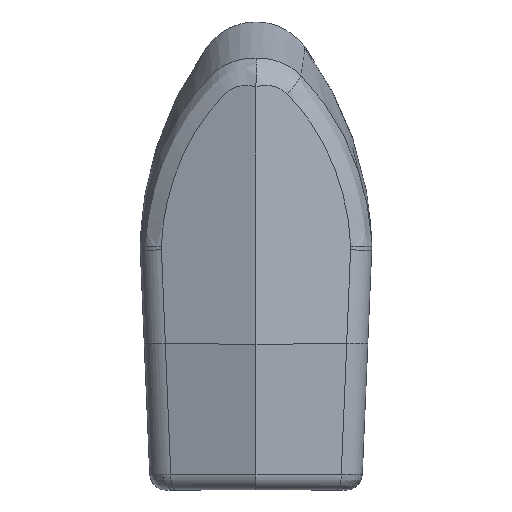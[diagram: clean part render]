
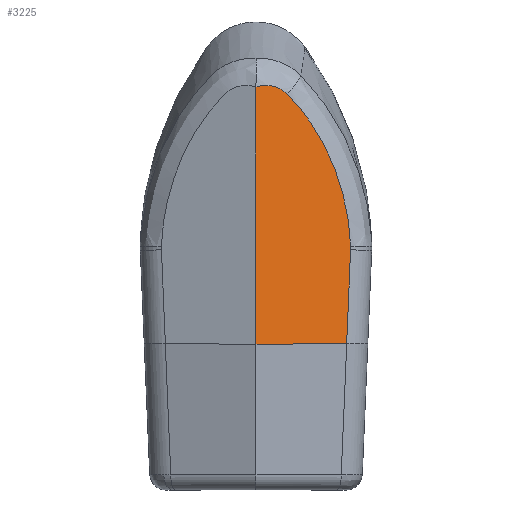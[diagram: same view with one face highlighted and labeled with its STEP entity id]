
A CAD part, top view. The second image highlights one B-rep face of the part: STEP entity #3225.
In plain terms, the highlighted planar face has unit normal (0.258, 0, 0.966).
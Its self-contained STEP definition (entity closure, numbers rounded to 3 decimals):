
#128 = ORIENTED_EDGE ( 'NONE', *, *, #3290, .T. ) ;
#200 = ORIENTED_EDGE ( 'NONE', *, *, #3289, .F. ) ;
#209 = ORIENTED_EDGE ( 'NONE', *, *, #3338, .T. ) ;
#215 = ORIENTED_EDGE ( 'NONE', *, *, #3343, .F. ) ;
#229 = ORIENTED_EDGE ( 'NONE', *, *, #3292, .T. ) ;
#255 = ORIENTED_EDGE ( 'NONE', *, *, #3344, .T. ) ;
#261 = ORIENTED_EDGE ( 'NONE', *, *, #3291, .T. ) ;
#1224 = VECTOR ( 'NONE', #6597, 1000. ) ;
#1225 = VECTOR ( 'NONE', #6600, 1000. ) ;
#1260 = VECTOR ( 'NONE', #1677, 1000. ) ;
#1319 = B_SPLINE_CURVE_WITH_KNOTS ( 'NONE', 3,
 ( #6594, #6601, #6602, #6603, #6604, #6605, #6606, #6607, #6608, #6609, #6610, #6611, #6612, #6613, #6614, #6615, #6616, #6617 ),
 .UNSPECIFIED., .F., .F.,
 ( 4, 2, 2, 2, 2, 2, 2, 2, 4 ),
 ( 0., 0.001, 0.001, 0.003, 0.005, 0.008, 0.01, 0.016, 0.021 ),
 .UNSPECIFIED. ) ;
#1323 =( BOUNDED_CURVE ( )  B_SPLINE_CURVE ( 3, ( #6618, #6619, #6620, #6621 ),
 .UNSPECIFIED., .F., .F. ) 
 B_SPLINE_CURVE_WITH_KNOTS ( ( 4, 4 ),
 ( 6.241, 6.283 ),
 .UNSPECIFIED. ) 
 CURVE ( )  GEOMETRIC_REPRESENTATION_ITEM ( )  RATIONAL_B_SPLINE_CURVE ( ( 1., 1., 1., 1. ) ) 
 REPRESENTATION_ITEM ( '' )  );
#1675 = LINE ( 'NONE', #1676, #1260 ) ;
#1676 = CARTESIAN_POINT ( 'NONE',  ( 0.346, -12.104, 17.495 ) ) ;
#1677 = DIRECTION ( 'NONE',  ( 0.966, 0.011, -0.258 ) ) ;
#1692 = CARTESIAN_POINT ( 'NONE',  ( 0., 19.592, 17.588 ) ) ;
#1693 = CARTESIAN_POINT ( 'NONE',  ( 0., 19.592, 17.588 ) ) ;
#1694 = CARTESIAN_POINT ( 'NONE',  ( 0., 19.592, 17.588 ) ) ;
#1695 = CARTESIAN_POINT ( 'NONE',  ( 0., 19.592, 17.588 ) ) ;
#1696 = CARTESIAN_POINT ( 'NONE',  ( 3.858, 18.707, 16.557 ) ) ;
#1697 = CARTESIAN_POINT ( 'NONE',  ( 3.608, 18.959, 16.624 ) ) ;
#1698 = CARTESIAN_POINT ( 'NONE',  ( 3.329, 19.166, 16.699 ) ) ;
#1699 = CARTESIAN_POINT ( 'NONE',  ( 2.871, 19.414, 16.821 ) ) ;
#1700 = CARTESIAN_POINT ( 'NONE',  ( 2.71, 19.487, 16.864 ) ) ;
#1701 = CARTESIAN_POINT ( 'NONE',  ( 2.384, 19.607, 16.951 ) ) ;
#1702 = CARTESIAN_POINT ( 'NONE',  ( 2.219, 19.655, 16.995 ) ) ;
#1703 = CARTESIAN_POINT ( 'NONE',  ( 1.714, 19.764, 17.13 ) ) ;
#1704 = CARTESIAN_POINT ( 'NONE',  ( 1.363, 19.791, 17.224 ) ) ;
#1705 = CARTESIAN_POINT ( 'NONE',  ( 0.675, 19.757, 17.407 ) ) ;
#1706 = CARTESIAN_POINT ( 'NONE',  ( 0.334, 19.695, 17.499 ) ) ;
#1707 = CARTESIAN_POINT ( 'NONE',  ( 0., 19.592, 17.588 ) ) ;
#3225 = ADVANCED_FACE ( 'NONE', ( #5631 ), #3530, .T. ) ;
#3289 = EDGE_CURVE ( 'NONE', #5367, #5362, #6595, .T. ) ;
#3290 = EDGE_CURVE ( 'NONE', #5347, #5363, #6598, .T. ) ;
#3291 = EDGE_CURVE ( 'NONE', #5339, #5353, #1319, .T. ) ;
#3292 = EDGE_CURVE ( 'NONE', #5363, #5339, #1323, .T. ) ;
#3338 = EDGE_CURVE ( 'NONE', #5367, #5347, #1675, .T. ) ;
#3343 = EDGE_CURVE ( 'NONE', #5362, #5480, #3856, .T. ) ;
#3344 = EDGE_CURVE ( 'NONE', #5353, #5480, #3850, .T. ) ;
#3530 = PLANE ( 'NONE',  #5636 ) ;
#3531 = CARTESIAN_POINT ( 'NONE',  ( 0.345, -12.003, 17.495 ) ) ;
#3532 = DIRECTION ( 'NONE',  ( 0.258, 0., 0.966 ) ) ;
#3533 = DIRECTION ( 'NONE',  ( 0.966, 0., -0.258 ) ) ;
#3850 = B_SPLINE_CURVE_WITH_KNOTS ( 'NONE', 3,
 ( #1696, #1697, #1698, #1699, #1700, #1701, #1702, #1703, #1704, #1705, #1706, #1707 ),
 .UNSPECIFIED., .F., .F.,
 ( 4, 2, 2, 2, 2, 4 ),
 ( 0., 0.001, 0.002, 0.002, 0.003, 0.004 ),
 .UNSPECIFIED. ) ;
#3856 = B_SPLINE_CURVE_WITH_KNOTS ( 'NONE', 3,
 ( #1692, #1693, #1694, #1695 ),
 .UNSPECIFIED., .F., .F.,
 ( 4, 4 ),
 ( 0., 0. ),
 .UNSPECIFIED. ) ;
#4763 = CARTESIAN_POINT ( 'NONE',  ( 11.653, 0., 14.476 ) ) ;
#4777 = CARTESIAN_POINT ( 'NONE',  ( 11.159, -11.984, 14.608 ) ) ;
#4784 = CARTESIAN_POINT ( 'NONE',  ( 3.858, 18.707, 16.557 ) ) ;
#4793 = CARTESIAN_POINT ( 'NONE',  ( 0., 19.592, 17.588 ) ) ;
#4794 = CARTESIAN_POINT ( 'NONE',  ( 11.643, -0.451, 14.479 ) ) ;
#4798 = CARTESIAN_POINT ( 'NONE',  ( 0., -12.108, 17.588 ) ) ;
#4911 = CARTESIAN_POINT ( 'NONE',  ( 0., 19.592, 17.588 ) ) ;
#5339 = VERTEX_POINT ( 'NONE', #4763 ) ;
#5347 = VERTEX_POINT ( 'NONE', #4777 ) ;
#5353 = VERTEX_POINT ( 'NONE', #4784 ) ;
#5362 = VERTEX_POINT ( 'NONE', #4793 ) ;
#5363 = VERTEX_POINT ( 'NONE', #4794 ) ;
#5367 = VERTEX_POINT ( 'NONE', #4798 ) ;
#5480 = VERTEX_POINT ( 'NONE', #4911 ) ;
#5631 = FACE_OUTER_BOUND ( 'NONE', #7055, .T. ) ;
#5636 = AXIS2_PLACEMENT_3D ( 'NONE', #3531, #3532, #3533 ) ;
#6594 = CARTESIAN_POINT ( 'NONE',  ( 11.653, 0., 14.476 ) ) ;
#6595 = LINE ( 'NONE', #6596, #1224 ) ;
#6596 = CARTESIAN_POINT ( 'NONE',  ( 0., -11.848, 17.588 ) ) ;
#6597 = DIRECTION ( 'NONE',  ( 0., 1., 0. ) ) ;
#6598 = LINE ( 'NONE', #6599, #1225 ) ;
#6599 = CARTESIAN_POINT ( 'NONE',  ( 11.138, -12.489, 14.614 ) ) ;
#6600 = DIRECTION ( 'NONE',  ( 0.042, 0.999, -0.011 ) ) ;
#6601 = CARTESIAN_POINT ( 'NONE',  ( 11.653, 0.22, 14.476 ) ) ;
#6602 = CARTESIAN_POINT ( 'NONE',  ( 11.645, 0.438, 14.478 ) ) ;
#6603 = CARTESIAN_POINT ( 'NONE',  ( 11.613, 0.872, 14.487 ) ) ;
#6604 = CARTESIAN_POINT ( 'NONE',  ( 11.597, 1.089, 14.491 ) ) ;
#6605 = CARTESIAN_POINT ( 'NONE',  ( 11.539, 1.738, 14.506 ) ) ;
#6606 = CARTESIAN_POINT ( 'NONE',  ( 11.492, 2.17, 14.519 ) ) ;
#6607 = CARTESIAN_POINT ( 'NONE',  ( 11.324, 3.459, 14.564 ) ) ;
#6608 = CARTESIAN_POINT ( 'NONE',  ( 11.177, 4.312, 14.603 ) ) ;
#6609 = CARTESIAN_POINT ( 'NONE',  ( 10.809, 6.006, 14.701 ) ) ;
#6610 = CARTESIAN_POINT ( 'NONE',  ( 10.588, 6.85, 14.76 ) ) ;
#6611 = CARTESIAN_POINT ( 'NONE',  ( 10.075, 8.51, 14.897 ) ) ;
#6612 = CARTESIAN_POINT ( 'NONE',  ( 9.784, 9.323, 14.975 ) ) ;
#6613 = CARTESIAN_POINT ( 'NONE',  ( 8.807, 11.712, 15.236 ) ) ;
#6614 = CARTESIAN_POINT ( 'NONE',  ( 8.018, 13.238, 15.447 ) ) ;
#6615 = CARTESIAN_POINT ( 'NONE',  ( 6.137, 16.141, 15.949 ) ) ;
#6616 = CARTESIAN_POINT ( 'NONE',  ( 5.066, 17.484, 16.235 ) ) ;
#6617 = CARTESIAN_POINT ( 'NONE',  ( 3.858, 18.707, 16.557 ) ) ;
#6618 = CARTESIAN_POINT ( 'NONE',  ( 11.643, -0.451, 14.479 ) ) ;
#6619 = CARTESIAN_POINT ( 'NONE',  ( 11.65, -0.301, 14.477 ) ) ;
#6620 = CARTESIAN_POINT ( 'NONE',  ( 11.653, -0.15, 14.476 ) ) ;
#6621 = CARTESIAN_POINT ( 'NONE',  ( 11.653, 0., 14.476 ) ) ;
#7055 = EDGE_LOOP ( 'NONE', ( #209, #128, #229, #261, #255, #215, #200 ) ) ;
